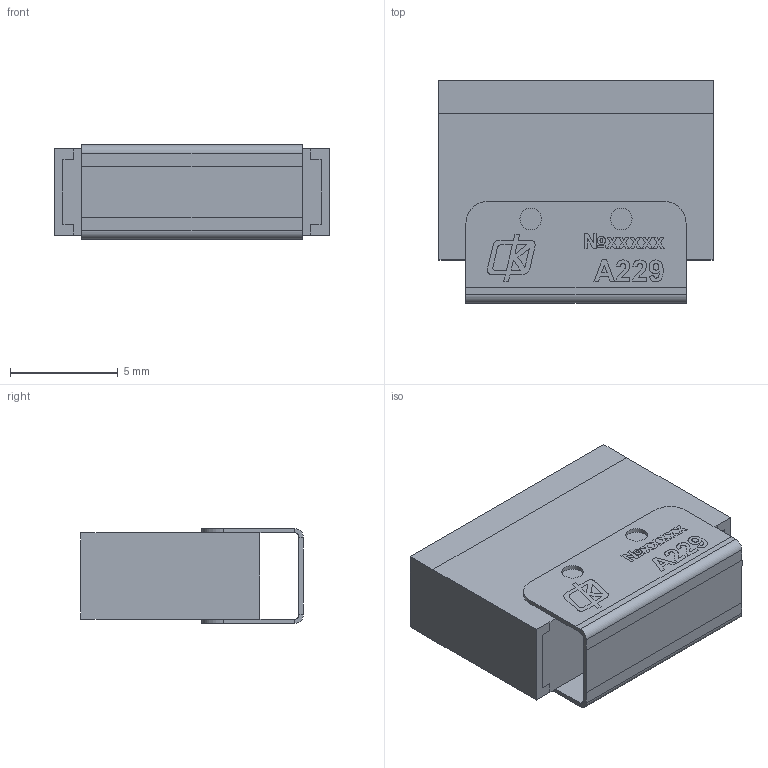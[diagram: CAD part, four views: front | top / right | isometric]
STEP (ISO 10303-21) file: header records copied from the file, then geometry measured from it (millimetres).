
FILE_DESCRIPTION(('STEP AP203'), '1');
FILE_NAME('ÍØÁÀ.434834.062_Ôèëüòð ÔÊÏ1-262-1,189-51', '', ('UNSPECIFIED'), ('UNSPECIFIED'), 'ASCON STEP Converter 1.6', 'ASCON Math Kernel', '');
FILE_SCHEMA(('CONFIG_CONTROL_DESIGN'));
Length unit declared in the file: millimetre
Products named in the file (1): НШБА.434834.062_Фильтр ФКП1-262-1,189-51
Bounding box: 12.7 x 10.3 x 4.4 mm (x, y, z)
Volume: 447.6 mm3; surface area: 548.3 mm2
Topology: 1 solids, 1 shells, 252 faces, 664 edges, 436 vertices
Faces by surface type: plane 195, bspline 38, cylinder 19
Full cylindrical faces by diameter (mm): 1 x4
Entity records: 13608 total; most frequent: CARTESIAN_POINT 5628, ORIENTED_EDGE 1320, DIRECTION 1019, EDGE_CURVE 660, LINE 513, VECTOR 513, VERTEX_POINT 436, EDGE_LOOP 280
